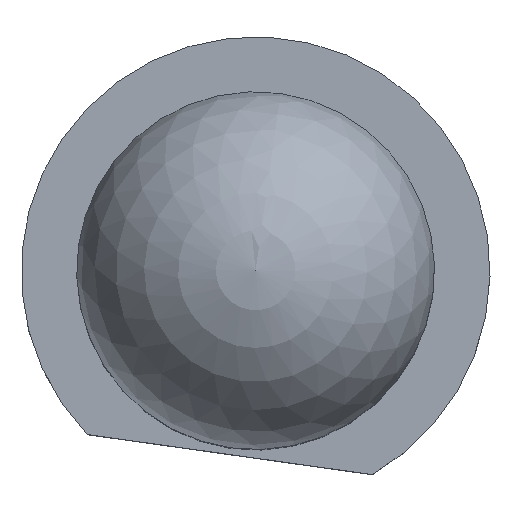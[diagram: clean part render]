
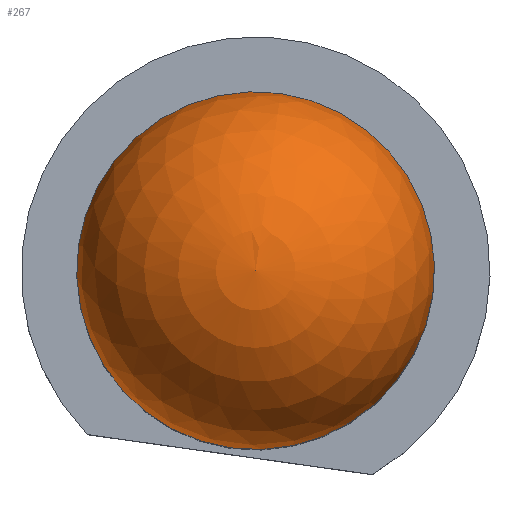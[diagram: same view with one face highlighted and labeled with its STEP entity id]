
A CAD part, top view. The second image highlights one B-rep face of the part: STEP entity #267.
In plain terms, the highlighted spherical face has radius 1.45 mm.
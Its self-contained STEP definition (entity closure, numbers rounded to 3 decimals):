
#12=SPHERICAL_SURFACE('',#337,1.45);
#18=CIRCLE('',#336,1.45);
#88=ORIENTED_EDGE('',*,*,#120,.F.);
#120=EDGE_CURVE('',#142,#142,#18,.T.);
#142=VERTEX_POINT('',#477);
#218=EDGE_LOOP('',(#88));
#238=FACE_BOUND('',#218,.T.);
#267=ADVANCED_FACE('',(#238),#12,.T.);
#336=AXIS2_PLACEMENT_3D('',#476,#404,#405);
#337=AXIS2_PLACEMENT_3D('',#478,#406,#407);
#404=DIRECTION('',(0.,0.,-1.));
#405=DIRECTION('',(0.139,0.99,0.));
#406=DIRECTION('',(0.,0.,1.));
#407=DIRECTION('',(0.139,0.99,0.));
#476=CARTESIAN_POINT('',(111.023,-49.058,8.5));
#477=CARTESIAN_POINT('',(111.225,-47.622,8.5));
#478=CARTESIAN_POINT('',(111.023,-49.058,8.5));
